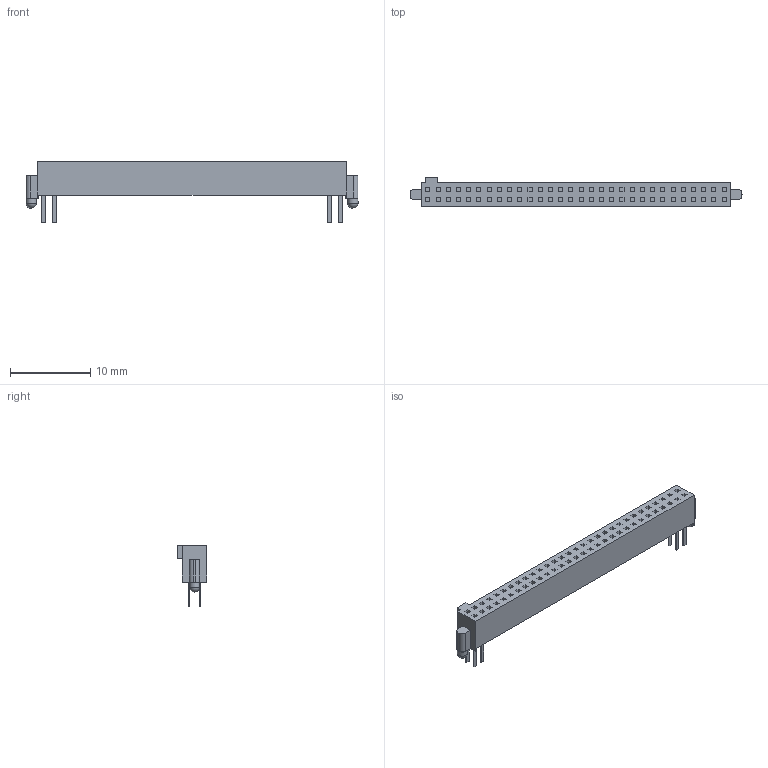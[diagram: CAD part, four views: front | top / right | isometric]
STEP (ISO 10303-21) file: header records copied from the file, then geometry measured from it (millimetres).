
FILE_DESCRIPTION(/* description */ (''),/* implementation_level */ '2;1');
FILE_NAME(/* name */ 'SAMTEC_SFM-130-01-L-D-A.stp',/* time_stamp */ '2017-09-05T10:29:14+02:00',/* author */ ('riccim'),/* organization */ ('SolidWorks'),/* preprocessor_version */ 'ST-DEVELOPER v16.5',/* originating_system */ 'AutoCAD Mechanical',/* authorisation */ ' ');
FILE_SCHEMA (('AUTOMOTIVE_DESIGN { 1 0 10303 214 3 1 1 }'));
Length unit declared in the file: millimetre
Products named in the file (1): Product
Bounding box: 41.27 x 3.68 x 7.62 mm (x, y, z)
Volume: 456.4 mm3; surface area: 1060.1 mm2
Topology: 9 solids, 9 shells, 382 faces, 910 edges, 604 vertices
Faces by surface type: plane 374, cylinder 6, sphere 2
Full cylindrical faces by diameter (mm): 1.27 x2
Entity records: 10781 total; most frequent: CARTESIAN_POINT 1885, ORIENTED_EDGE 1804, DIRECTION 1684, EDGE_CURVE 902, LINE 886, VECTOR 886, VERTEX_POINT 600, EDGE_LOOP 444
